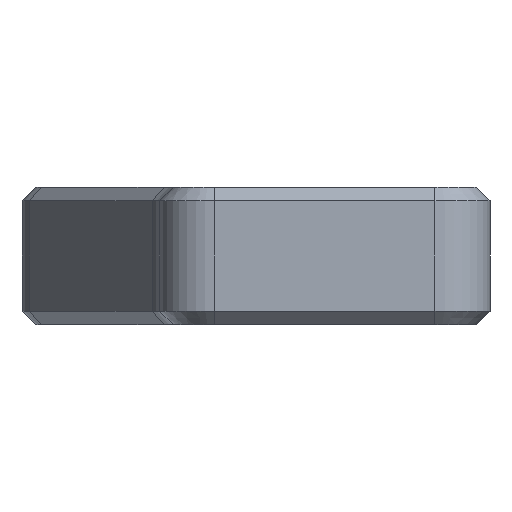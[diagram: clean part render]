
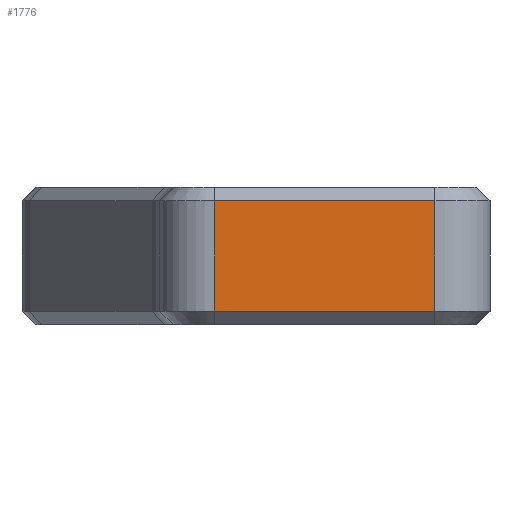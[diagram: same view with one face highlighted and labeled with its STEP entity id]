
A CAD part, left-side view. The second image highlights one B-rep face of the part: STEP entity #1776.
In plain terms, the highlighted planar face has unit normal (-1, 0, 0).
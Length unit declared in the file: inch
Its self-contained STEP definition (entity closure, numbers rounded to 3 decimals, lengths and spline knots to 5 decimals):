
#198=FACE_OUTER_BOUND('',#310,.T.);
#310=EDGE_LOOP('',(#1450,#1451,#1452,#1453));
#487=LINE('',#2880,#671);
#501=LINE('',#2918,#685);
#502=LINE('',#2922,#686);
#503=LINE('',#2923,#687);
#671=VECTOR('',#2307,0.3937);
#685=VECTOR('',#2351,0.3937);
#686=VECTOR('',#2356,0.3937);
#687=VECTOR('',#2357,0.3937);
#859=VERTEX_POINT('',#2874);
#860=VERTEX_POINT('',#2878);
#869=VERTEX_POINT('',#2917);
#870=VERTEX_POINT('',#2921);
#1062=EDGE_CURVE('',#859,#860,#487,.T.);
#1081=EDGE_CURVE('',#860,#869,#501,.T.);
#1083=EDGE_CURVE('',#870,#859,#502,.T.);
#1084=EDGE_CURVE('',#869,#870,#503,.T.);
#1450=ORIENTED_EDGE('',*,*,#1062,.F.);
#1451=ORIENTED_EDGE('',*,*,#1083,.F.);
#1452=ORIENTED_EDGE('',*,*,#1084,.F.);
#1453=ORIENTED_EDGE('',*,*,#1081,.F.);
#1697=PLANE('',#1935);
#1776=ADVANCED_FACE('',(#198),#1697,.F.);
#1935=AXIS2_PLACEMENT_3D('',#2920,#2354,#2355);
#2307=DIRECTION('',(0.,1.,0.));
#2351=DIRECTION('',(0.,0.,1.));
#2354=DIRECTION('center_axis',(1.,0.,0.));
#2355=DIRECTION('ref_axis',(0.,0.,-1.));
#2356=DIRECTION('',(0.,0.,-1.));
#2357=DIRECTION('',(0.,-1.,0.));
#2874=CARTESIAN_POINT('',(0.,0.1,0.025));
#2878=CARTESIAN_POINT('',(0.,0.5,0.025));
#2880=CARTESIAN_POINT('',(0.,0.3,0.025));
#2917=CARTESIAN_POINT('',(0.,0.5,0.225));
#2918=CARTESIAN_POINT('',(0.,0.5,0.08));
#2920=CARTESIAN_POINT('Origin',(0.,0.3,0.08));
#2921=CARTESIAN_POINT('',(0.,0.1,0.225));
#2922=CARTESIAN_POINT('',(0.,0.1,0.08));
#2923=CARTESIAN_POINT('',(0.,0.3,0.225));
